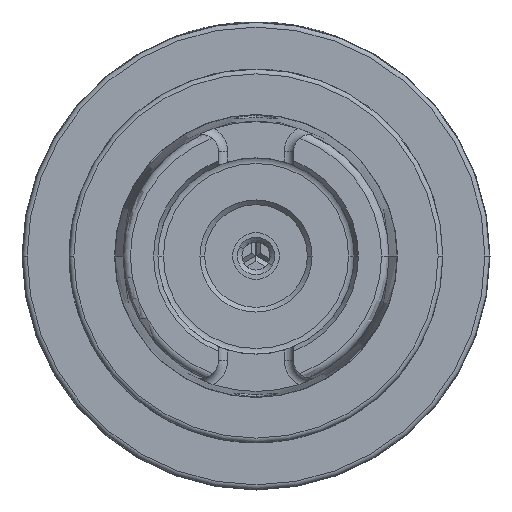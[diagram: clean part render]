
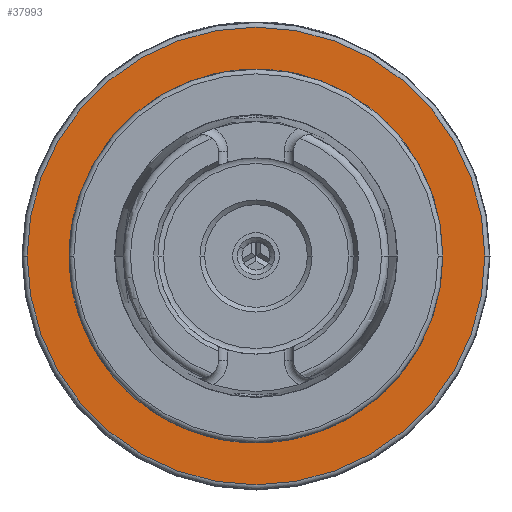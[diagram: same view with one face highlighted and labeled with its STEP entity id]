
A CAD part, front view. The second image highlights one B-rep face of the part: STEP entity #37993.
In plain terms, the highlighted face is planar.
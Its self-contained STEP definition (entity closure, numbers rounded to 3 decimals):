
#719 = DIRECTION ( 'NONE',  ( 1., 0., 0. ) ) ;
#1157 = CIRCLE ( 'NONE', #31493, 24.5 ) ;
#1873 = AXIS2_PLACEMENT_3D ( 'NONE', #20303, #10425, #719 ) ;
#2467 = EDGE_LOOP ( 'NONE', ( #31058, #24321 ) ) ;
#2901 = AXIS2_PLACEMENT_3D ( 'NONE', #18795, #8776, #32055 ) ;
#3028 = DIRECTION ( 'NONE',  ( 0., 0., 1. ) ) ;
#3830 = CARTESIAN_POINT ( 'NONE',  ( 0., 0., -50. ) ) ;
#4191 = CARTESIAN_POINT ( 'NONE',  ( 16., 0., -50. ) ) ;
#5287 = CARTESIAN_POINT ( 'NONE',  ( 17., 0., -50. ) ) ;
#5320 = CARTESIAN_POINT ( 'NONE',  ( 24.5, 0., -50. ) ) ;
#5420 = VERTEX_POINT ( 'NONE', #16862 ) ;
#7230 = DIRECTION ( 'NONE',  ( 1., 0., 0. ) ) ;
#8776 = DIRECTION ( 'NONE',  ( 0., 0., 1. ) ) ;
#9936 = FACE_BOUND ( 'NONE', #2467, .T. ) ;
#10425 = DIRECTION ( 'NONE',  ( 0., 0., -1. ) ) ;
#12426 = CIRCLE ( 'NONE', #2901, 24.5 ) ;
#12516 = EDGE_CURVE ( 'NONE', #31988, #12733, #39712, .T. ) ;
#12733 = VERTEX_POINT ( 'NONE', #5287 ) ;
#13032 = CARTESIAN_POINT ( 'NONE',  ( 0., 0., -50. ) ) ;
#14600 = ORIENTED_EDGE ( 'NONE', *, *, #17066, .T. ) ;
#15159 = VERTEX_POINT ( 'NONE', #5320 ) ;
#16862 = CARTESIAN_POINT ( 'NONE',  ( -24.5, 0., -50. ) ) ;
#17066 = EDGE_CURVE ( 'NONE', #15159, #5420, #1157, .T. ) ;
#17610 = CIRCLE ( 'NONE', #1873, 17. ) ;
#18075 = DIRECTION ( 'NONE',  ( 1., 0., 0. ) ) ;
#18795 = CARTESIAN_POINT ( 'NONE',  ( 0., 0., -50. ) ) ;
#18920 = FACE_OUTER_BOUND ( 'NONE', #32458, .T. ) ;
#20303 = CARTESIAN_POINT ( 'NONE',  ( 0., 0., -50. ) ) ;
#22302 = AXIS2_PLACEMENT_3D ( 'NONE', #4191, #31045, #18075 ) ;
#22593 = DIRECTION ( 'NONE',  ( 1., 0., 0. ) ) ;
#24321 = ORIENTED_EDGE ( 'NONE', *, *, #12516, .T. ) ;
#27333 = DIRECTION ( 'NONE',  ( 0., 0., -1. ) ) ;
#30224 = EDGE_CURVE ( 'NONE', #5420, #15159, #12426, .T. ) ;
#31045 = DIRECTION ( 'NONE',  ( 0., 0., 1. ) ) ;
#31058 = ORIENTED_EDGE ( 'NONE', *, *, #32673, .T. ) ;
#31159 = CARTESIAN_POINT ( 'NONE',  ( -17., 0., -50. ) ) ;
#31192 = PLANE ( 'NONE',  #22302 ) ;
#31493 = AXIS2_PLACEMENT_3D ( 'NONE', #13032, #3028, #22593 ) ;
#31988 = VERTEX_POINT ( 'NONE', #31159 ) ;
#32055 = DIRECTION ( 'NONE',  ( 1., 0., 0. ) ) ;
#32458 = EDGE_LOOP ( 'NONE', ( #14600, #34497 ) ) ;
#32673 = EDGE_CURVE ( 'NONE', #12733, #31988, #17610, .T. ) ;
#34497 = ORIENTED_EDGE ( 'NONE', *, *, #30224, .T. ) ;
#36159 = AXIS2_PLACEMENT_3D ( 'NONE', #3830, #27333, #7230 ) ;
#37993 = ADVANCED_FACE ( 'NONE', ( #9936, #18920 ), #31192, .T. ) ;
#39712 = CIRCLE ( 'NONE', #36159, 17. ) ;
